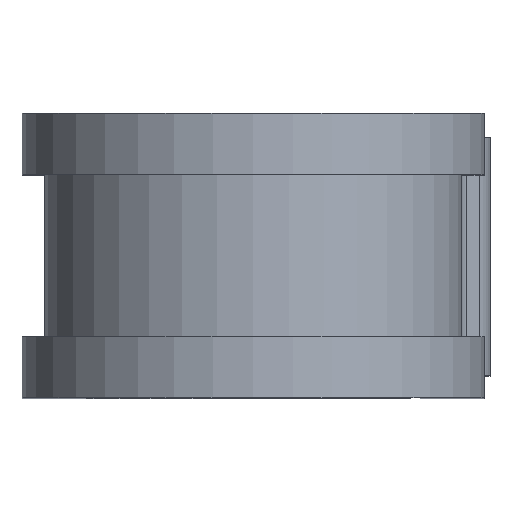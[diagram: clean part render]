
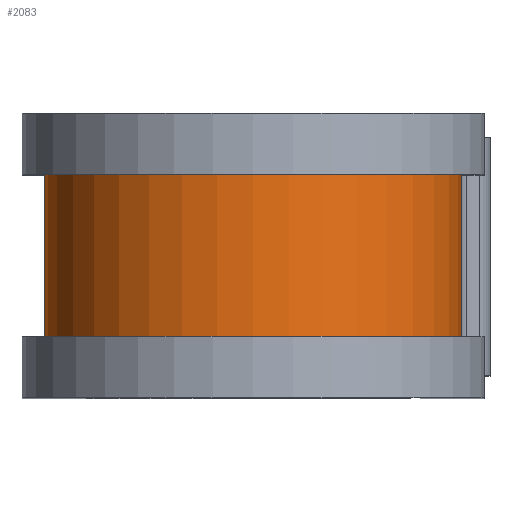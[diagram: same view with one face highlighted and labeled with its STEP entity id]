
A CAD part, top view. The second image highlights one B-rep face of the part: STEP entity #2083.
In plain terms, the highlighted cylindrical face has radius 13.856 mm (diameter 27.711 mm), a partial arc.
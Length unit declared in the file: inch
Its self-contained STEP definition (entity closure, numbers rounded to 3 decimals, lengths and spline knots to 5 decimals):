
#15 = ORIENTED_EDGE ( 'NONE', *, *, #1006, .F. ) ;
#24 = CARTESIAN_POINT ( 'NONE',  ( 0.5455, 0.3125, 0.875 ) ) ;
#33 = DIRECTION ( 'NONE',  ( 0., 0., -1. ) ) ;
#81 = EDGE_CURVE ( 'NONE', #968, #1299, #163, .T. ) ;
#156 = AXIS2_PLACEMENT_3D ( 'NONE', #838, #1896, #1002 ) ;
#163 = LINE ( 'NONE', #289, #168 ) ;
#168 = VECTOR ( 'NONE', #276, 39.37008 ) ;
#216 = LINE ( 'NONE', #24, #2121 ) ;
#220 = DIRECTION ( 'NONE',  ( 0., -1., 0. ) ) ;
#228 = CARTESIAN_POINT ( 'NONE',  ( 0., 0.3125, 0.875 ) ) ;
#270 = ORIENTED_EDGE ( 'NONE', *, *, #81, .T. ) ;
#276 = DIRECTION ( 'NONE',  ( 0., -1., 0. ) ) ;
#289 = CARTESIAN_POINT ( 'NONE',  ( -0.5455, 0.3125, 0.875 ) ) ;
#631 = CARTESIAN_POINT ( 'NONE',  ( -0.5455, -0.2125, 0.875 ) ) ;
#807 = EDGE_CURVE ( 'NONE', #1947, #968, #1203, .T. ) ;
#838 = CARTESIAN_POINT ( 'NONE',  ( 0., -0.2125, 0.875 ) ) ;
#851 = ORIENTED_EDGE ( 'NONE', *, *, #807, .T. ) ;
#939 = DIRECTION ( 'NONE',  ( 0., -1., 0. ) ) ;
#968 = VERTEX_POINT ( 'NONE', #1353 ) ;
#1002 = DIRECTION ( 'NONE',  ( 0., 0., -1. ) ) ;
#1006 = EDGE_CURVE ( 'NONE', #1947, #1425, #216, .T. ) ;
#1021 = ORIENTED_EDGE ( 'NONE', *, *, #1602, .F. ) ;
#1101 = DIRECTION ( 'NONE',  ( 0., -1., 0. ) ) ;
#1203 = CIRCLE ( 'NONE', #1359, 0.5455 ) ;
#1241 = DIRECTION ( 'NONE',  ( 0., 0., -1. ) ) ;
#1299 = VERTEX_POINT ( 'NONE', #631 ) ;
#1353 = CARTESIAN_POINT ( 'NONE',  ( -0.5455, 0.2125, 0.875 ) ) ;
#1359 = AXIS2_PLACEMENT_3D ( 'NONE', #1988, #1101, #33 ) ;
#1425 = VERTEX_POINT ( 'NONE', #2137 ) ;
#1478 = AXIS2_PLACEMENT_3D ( 'NONE', #228, #939, #1241 ) ;
#1602 = EDGE_CURVE ( 'NONE', #1425, #1299, #2106, .T. ) ;
#1643 = CARTESIAN_POINT ( 'NONE',  ( 0.5455, 0.2125, 0.875 ) ) ;
#1710 = CYLINDRICAL_SURFACE ( 'NONE', #1478, 0.5455 ) ;
#1711 = FACE_OUTER_BOUND ( 'NONE', #1889, .T. ) ;
#1889 = EDGE_LOOP ( 'NONE', ( #15, #851, #270, #1021 ) ) ;
#1896 = DIRECTION ( 'NONE',  ( 0., -1., 0. ) ) ;
#1947 = VERTEX_POINT ( 'NONE', #1643 ) ;
#1988 = CARTESIAN_POINT ( 'NONE',  ( 0., 0.2125, 0.875 ) ) ;
#2083 = ADVANCED_FACE ( 'NONE', ( #1711 ), #1710, .T. ) ;
#2106 = CIRCLE ( 'NONE', #156, 0.5455 ) ;
#2121 = VECTOR ( 'NONE', #220, 39.37008 ) ;
#2137 = CARTESIAN_POINT ( 'NONE',  ( 0.5455, -0.2125, 0.875 ) ) ;
